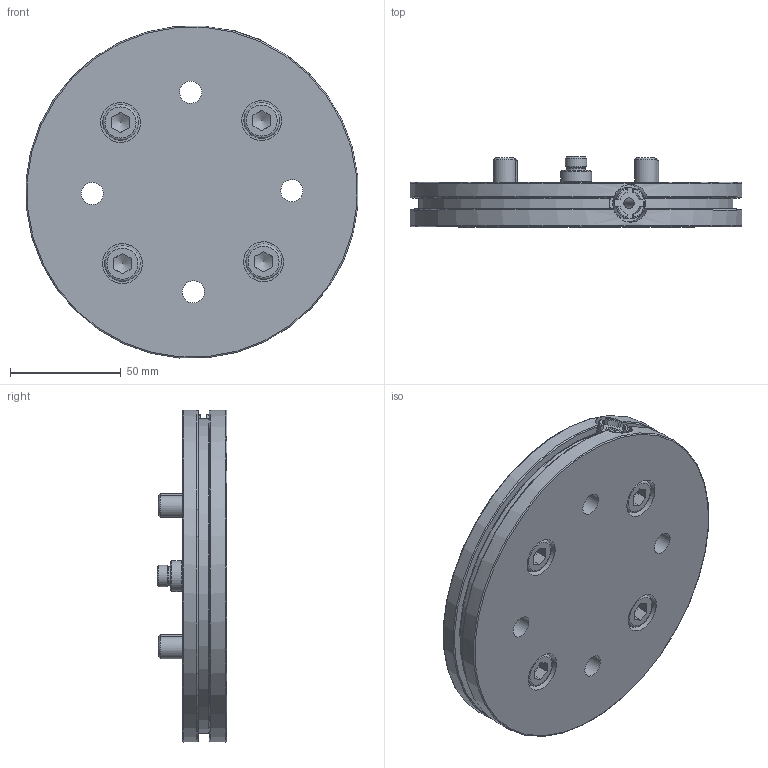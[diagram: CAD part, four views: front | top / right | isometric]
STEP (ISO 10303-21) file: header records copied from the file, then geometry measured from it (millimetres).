
FILE_DESCRIPTION(/* description */ (''),/* implementation_level */ '2;1');
FILE_NAME(/* name */ 'PNB-100-150.stp',/* time_stamp */ '2026-02-13T14:14:10-03:00',/* author */ ('jefferson.francisco'),/* organization */ (''),/* preprocessor_version */ 'ST-DEVELOPER v20',/* originating_system */ 'Autodesk Inventor 2025',/* authorisation */ '');
FILE_SCHEMA (('AUTOMOTIVE_DESIGN { 1 0 10303 214 3 1 1 }'));
Length unit declared in the file: millimetre
Products named in the file (5): PNB-100-150; PNB-80-150_1; PNK-G1_8-M06-AR-EI; PNK-G1_8-UN-02; DIN 912 - M10 x 20
Assembly tree (7 placements, depth 2):
  PNB-100-150
    PNB-80-150_1
    PNK-G1_8-M06-AR-EI
    PNK-G1_8-UN-02
    DIN 912 - M10 x 20  x4
Bounding box: 149.63 x 31.5 x 149.68 mm (x, y, z)
Volume: 336123.6 mm3; surface area: 62801.9 mm2
Topology: 7 solids, 7 shells, 153 faces, 369 edges, 241 vertices
Faces by surface type: plane 77, cylinder 40, torus 19, cone 17
Full cylindrical faces by diameter (mm): 2 x1, 3.8 x2, 4.917 x1, 8.3 x1, 8.566 x1, 9.728 x2, 10 x8, 10.7 x1, 11 x5, 14 x2, 16 x4, 17 x1, 18 x4, 150 x2
Entity records: 3762 total; most frequent: CARTESIAN_POINT 831, DIRECTION 591, ORIENTED_EDGE 518, EDGE_CURVE 259, AXIS2_PLACEMENT_3D 239, VERTEX_POINT 169, EDGE_LOOP 140, CIRCLE 115
